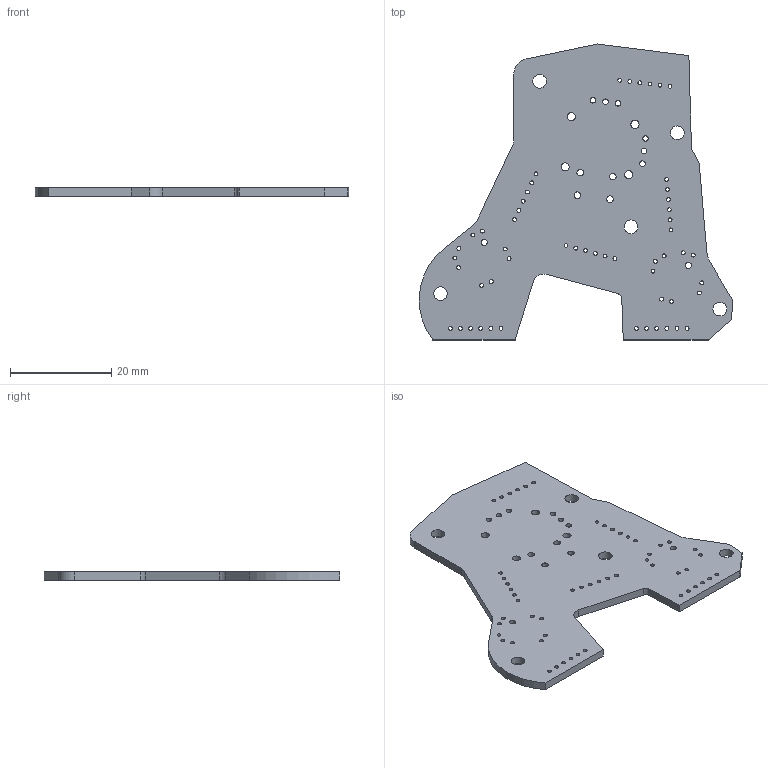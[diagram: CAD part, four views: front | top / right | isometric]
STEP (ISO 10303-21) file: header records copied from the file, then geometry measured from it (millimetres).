
FILE_DESCRIPTION(('KiCad electronic assembly'),'2;1');
FILE_NAME('collective-hat-pcb.step','2024-05-05T09:03:20',('Pcbnew'),( 'Kicad'),'Open CASCADE STEP processor 7.7','KiCad to STEP converter' ,'Unknown');
FILE_SCHEMA(('AUTOMOTIVE_DESIGN { 1 0 10303 214 1 1 1 1 }'));
Length unit declared in the file: millimetre
Products named in the file (2): collective-hat-pcb 1; _autosave-collective-hat-pcb_PCB
Assembly tree (1 placements, depth 2):
  collective-hat-pcb 1
    _autosave-collective-hat-pcb_PCB
Bounding box: 61.91 x 58.42 x 1.6 mm (x, y, z)
Volume: 3639.4 mm3; surface area: 5290.9 mm2
Topology: 1 solids, 1 shells, 100 faces, 294 edges, 196 vertices
Faces by surface type: cylinder 82, plane 18
Full cylindrical faces by diameter (mm): 0.75 x36, 0.762 x18, 1.1 x6, 1.2 x2, 1.3 x4, 1.6 x4, 2.7 x5
Entity records: 3759 total; most frequent: DIRECTION 662, CARTESIAN_POINT 592, ORIENTED_EDGE 588, EDGE_CURVE 294, AXIS2_PLACEMENT_3D 266, FACE_BOUND 250, EDGE_LOOP 250, VERTEX_POINT 196
